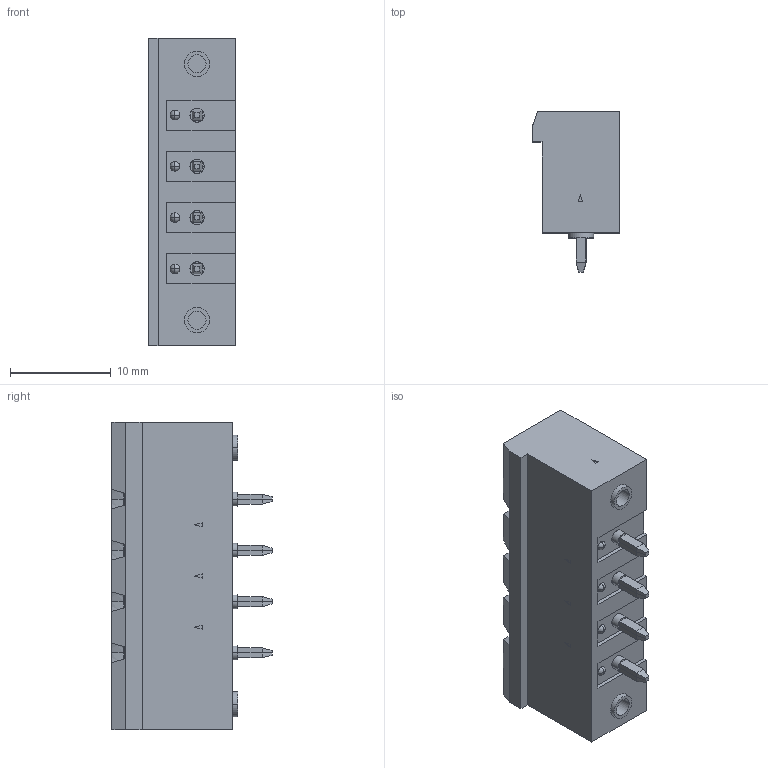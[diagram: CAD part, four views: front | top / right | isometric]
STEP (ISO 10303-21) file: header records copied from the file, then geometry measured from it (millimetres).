
FILE_DESCRIPTION(('SolidDesigner STEP Export'),'1');
FILE_NAME('mstbv_2.5-4-gf-5.08.stp','2000-09-13T12:02:18',(''),(''), 'SolidDesigner STEP processor Version: 7.0(Mar 1999)for AP214(CD)(Solid Model)', 'CoCreate SolidDesigner: 08.01 19-Jun-2000(C) CoCreate Software GmbH','');
FILE_SCHEMA(('AUTOMOTIVE_DESIGN_CC2 {1 2 10303 214 -1 1 5 1}'));
Length unit declared in the file: millimetre
Products named in the file (2): mstbv_2.5-4-gf-5.08
Assembly tree (1 placements, depth 2):
  mstbv_2.5-4-gf-5.08
    mstbv_2.5-4-gf-5.08
Bounding box: 8.6 x 15.9 x 30.48 mm (x, y, z)
Volume: 1869.2 mm3; surface area: 2215.1 mm2
Topology: 1 solids, 1 shells, 446 faces, 1003 edges, 591 vertices
Faces by surface type: plane 363, cylinder 59, sphere 16, cone 8
Entity records: 14238 total; most frequent: ORIENTED_EDGE 2006, CARTESIAN_POINT 1808, DIRECTION 1575, EDGE_CURVE 1003, VECTOR 651, LINE 651, VERTEX_POINT 591, EDGE_LOOP 478
